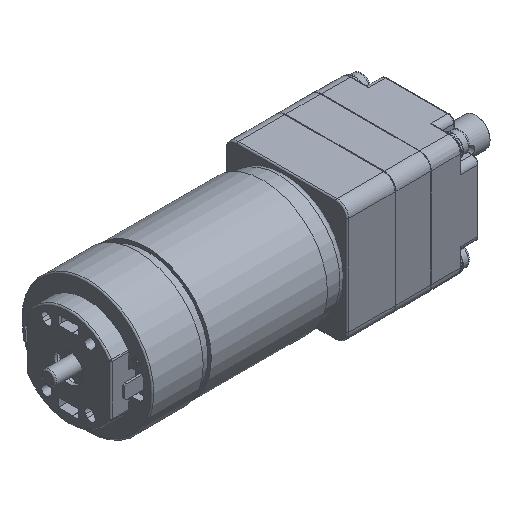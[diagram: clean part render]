
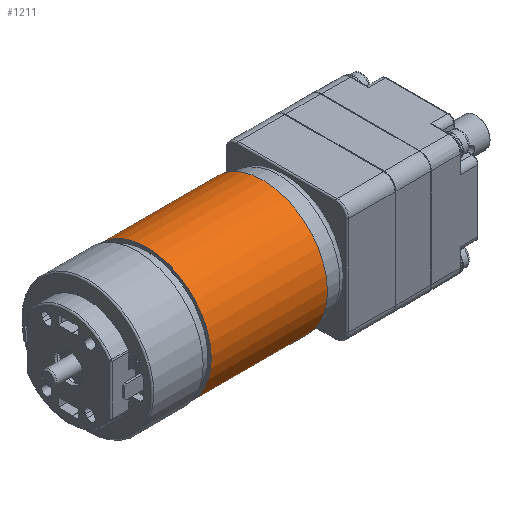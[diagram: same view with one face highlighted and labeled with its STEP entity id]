
A CAD part, isometric view. The second image highlights one B-rep face of the part: STEP entity #1211.
In plain terms, the highlighted cylindrical face has radius 22.2 mm (diameter 44.4 mm), a partial arc.
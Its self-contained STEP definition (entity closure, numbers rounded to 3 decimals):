
#742=CYLINDRICAL_SURFACE('',#9361,22.2);
#1211=ADVANCED_FACE('',(#1929),#742,.T.);
#1929=FACE_OUTER_BOUND('',#2510,.T.);
#2510=EDGE_LOOP('',(#4497,#4498,#4499,#4500));
#4497=ORIENTED_EDGE('',*,*,#6683,.F.);
#4498=ORIENTED_EDGE('',*,*,#6685,.F.);
#4499=ORIENTED_EDGE('',*,*,#6677,.T.);
#4500=ORIENTED_EDGE('',*,*,#6680,.T.);
#5595=VERTEX_POINT('',#14694);
#5597=VERTEX_POINT('',#14698);
#5599=VERTEX_POINT('',#14704);
#5601=VERTEX_POINT('',#14710);
#6677=EDGE_CURVE('',#5595,#5597,#8485,.T.);
#6680=EDGE_CURVE('',#5597,#5599,#7442,.T.);
#6683=EDGE_CURVE('',#5601,#5599,#8487,.T.);
#6685=EDGE_CURVE('',#5595,#5601,#7445,.T.);
#7442=LINE('',#14705,#8061);
#7445=LINE('',#14714,#8064);
#8061=VECTOR('',#11529,1.);
#8064=VECTOR('',#11540,1.);
#8485=CIRCLE('',#9354,22.2);
#8487=CIRCLE('',#9358,22.2);
#9354=AXIS2_PLACEMENT_3D('',#14699,#11523,#11524);
#9358=AXIS2_PLACEMENT_3D('',#14711,#11535,#11536);
#9361=AXIS2_PLACEMENT_3D('',#14716,#11543,#11544);
#11523=DIRECTION('',(0.,0.,1.));
#11524=DIRECTION('',(1.,0.,0.));
#11529=DIRECTION('',(0.,0.,1.));
#11535=DIRECTION('',(0.,0.,1.));
#11536=DIRECTION('',(1.,0.,0.));
#11540=DIRECTION('',(0.,0.,1.));
#11543=DIRECTION('',(0.,0.,1.));
#11544=DIRECTION('',(1.,0.,0.));
#14694=CARTESIAN_POINT('',(24.786,-2.062,20.5));
#14698=CARTESIAN_POINT('',(14.214,-2.062,20.5));
#14699=CARTESIAN_POINT('',(19.5,19.5,20.5));
#14704=CARTESIAN_POINT('',(14.214,-2.062,60.5));
#14705=CARTESIAN_POINT('',(14.214,-2.062,20.5));
#14710=CARTESIAN_POINT('',(24.786,-2.062,60.5));
#14711=CARTESIAN_POINT('',(19.5,19.5,60.5));
#14714=CARTESIAN_POINT('',(24.786,-2.062,20.5));
#14716=CARTESIAN_POINT('',(19.5,19.5,20.5));
